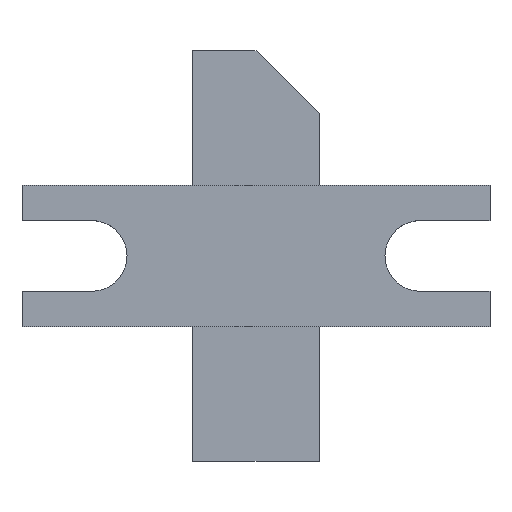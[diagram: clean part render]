
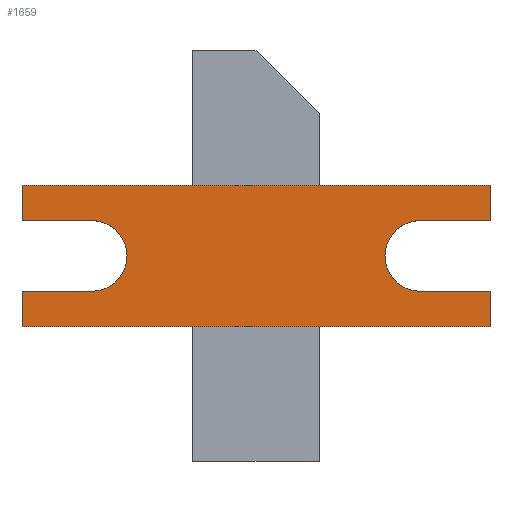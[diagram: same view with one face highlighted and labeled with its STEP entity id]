
A CAD part, top view. The second image highlights one B-rep face of the part: STEP entity #1659.
In plain terms, the highlighted planar face has unit normal (0, 0, 1).
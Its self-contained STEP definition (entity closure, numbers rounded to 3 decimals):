
#1659=ADVANCED_FACE('',(#2886),#2888,.T.);
#2886=FACE_BOUND('',#2887,.T.);
#2887=EDGE_LOOP('',(#4034,#4035,#4036,#4037,#4038,#4039,#4040,#4041,#4042,#4043,
#4044,#4045));
#2888=PLANE('',#2889);
#2889=AXIS2_PLACEMENT_3D('',#2890,#2891,#2892);
#2890=CARTESIAN_POINT('',(0.,0.,1.6));
#2891=DIRECTION('',(0.,0.,1.));
#2892=DIRECTION('',(-1.,0.,0.));
#4034=ORIENTED_EDGE('',*,*,#4510,.T.);
#4035=ORIENTED_EDGE('',*,*,#4508,.T.);
#4036=ORIENTED_EDGE('',*,*,#4530,.T.);
#4037=ORIENTED_EDGE('',*,*,#4528,.T.);
#4038=ORIENTED_EDGE('',*,*,#4526,.T.);
#4039=ORIENTED_EDGE('',*,*,#4524,.T.);
#4040=ORIENTED_EDGE('',*,*,#4522,.T.);
#4041=ORIENTED_EDGE('',*,*,#4520,.T.);
#4042=ORIENTED_EDGE('',*,*,#4518,.T.);
#4043=ORIENTED_EDGE('',*,*,#4516,.T.);
#4044=ORIENTED_EDGE('',*,*,#4514,.T.);
#4045=ORIENTED_EDGE('',*,*,#4512,.T.);
#4508=EDGE_CURVE('',#5302,#5300,#5303,.T.);
#4510=EDGE_CURVE('',#5305,#5302,#5306,.T.);
#4512=EDGE_CURVE('',#5308,#5305,#5309,.T.);
#4514=EDGE_CURVE('',#5311,#5308,#5312,.T.);
#4516=EDGE_CURVE('',#5314,#5311,#5315,.T.);
#4518=EDGE_CURVE('',#5317,#5314,#5318,.T.);
#4520=EDGE_CURVE('',#5320,#5317,#5321,.T.);
#4522=EDGE_CURVE('',#5323,#5320,#5324,.T.);
#4524=EDGE_CURVE('',#5326,#5323,#5327,.T.);
#4526=EDGE_CURVE('',#5329,#5326,#5330,.T.);
#4528=EDGE_CURVE('',#5332,#5329,#5333,.T.);
#4530=EDGE_CURVE('',#5300,#5332,#5335,.T.);
#5300=VERTEX_POINT('',#7059);
#5302=VERTEX_POINT('',#7063);
#5303=LINE('',#7064,#7065);
#5305=VERTEX_POINT('',#7070);
#5306=LINE('',#7071,#7072);
#5308=VERTEX_POINT('',#7077);
#5309=LINE('',#7078,#7079);
#5311=VERTEX_POINT('',#7084);
#5312=CIRCLE('',#7085,1.55);
#5314=VERTEX_POINT('',#7092);
#5315=LINE('',#7093,#7094);
#5317=VERTEX_POINT('',#7099);
#5318=LINE('',#7100,#7101);
#5320=VERTEX_POINT('',#7106);
#5321=LINE('',#7107,#7108);
#5323=VERTEX_POINT('',#7113);
#5324=LINE('',#7114,#7115);
#5326=VERTEX_POINT('',#7120);
#5327=LINE('',#7121,#7122);
#5329=VERTEX_POINT('',#7127);
#5330=CIRCLE('',#7128,1.55);
#5332=VERTEX_POINT('',#7135);
#5333=LINE('',#7136,#7137);
#5335=LINE('',#7142,#7143);
#7059=CARTESIAN_POINT('',(10.25,-3.1,1.6));
#7063=CARTESIAN_POINT('',(-10.25,-3.1,1.6));
#7064=CARTESIAN_POINT('',(-10.25,-3.1,1.6));
#7065=VECTOR('',#7066,1.);
#7066=DIRECTION('',(1.,0.,0.));
#7070=CARTESIAN_POINT('',(-10.25,-1.55,1.6));
#7071=CARTESIAN_POINT('',(-10.25,-1.55,1.6));
#7072=VECTOR('',#7073,1.);
#7073=DIRECTION('',(0.,-1.,0.));
#7077=CARTESIAN_POINT('',(-7.2,-1.55,1.6));
#7078=CARTESIAN_POINT('',(-7.2,-1.55,1.6));
#7079=VECTOR('',#7080,1.);
#7080=DIRECTION('',(-1.,0.,0.));
#7084=CARTESIAN_POINT('',(-7.2,1.55,1.6));
#7085=AXIS2_PLACEMENT_3D('',#7086,#7087,#7088);
#7086=CARTESIAN_POINT('',(-7.2,0.,1.6));
#7087=DIRECTION('',(0.,0.,-1.));
#7088=DIRECTION('',(0.,1.,0.));
#7092=CARTESIAN_POINT('',(-10.25,1.55,1.6));
#7093=CARTESIAN_POINT('',(-10.25,1.55,1.6));
#7094=VECTOR('',#7095,1.);
#7095=DIRECTION('',(1.,0.,0.));
#7099=CARTESIAN_POINT('',(-10.25,3.1,1.6));
#7100=CARTESIAN_POINT('',(-10.25,3.1,1.6));
#7101=VECTOR('',#7102,1.);
#7102=DIRECTION('',(0.,-1.,0.));
#7106=CARTESIAN_POINT('',(10.25,3.1,1.6));
#7107=CARTESIAN_POINT('',(10.25,3.1,1.6));
#7108=VECTOR('',#7109,1.);
#7109=DIRECTION('',(-1.,0.,0.));
#7113=CARTESIAN_POINT('',(10.25,1.55,1.6));
#7114=CARTESIAN_POINT('',(10.25,1.55,1.6));
#7115=VECTOR('',#7116,1.);
#7116=DIRECTION('',(0.,1.,0.));
#7120=CARTESIAN_POINT('',(7.2,1.55,1.6));
#7121=CARTESIAN_POINT('',(7.2,1.55,1.6));
#7122=VECTOR('',#7123,1.);
#7123=DIRECTION('',(1.,0.,0.));
#7127=CARTESIAN_POINT('',(7.2,-1.55,1.6));
#7128=AXIS2_PLACEMENT_3D('',#7129,#7130,#7131);
#7129=CARTESIAN_POINT('',(7.2,0.,1.6));
#7130=DIRECTION('',(0.,0.,-1.));
#7131=DIRECTION('',(0.,-1.,0.));
#7135=CARTESIAN_POINT('',(10.25,-1.55,1.6));
#7136=CARTESIAN_POINT('',(10.25,-1.55,1.6));
#7137=VECTOR('',#7138,1.);
#7138=DIRECTION('',(-1.,0.,0.));
#7142=CARTESIAN_POINT('',(10.25,-3.1,1.6));
#7143=VECTOR('',#7144,1.);
#7144=DIRECTION('',(0.,1.,0.));
